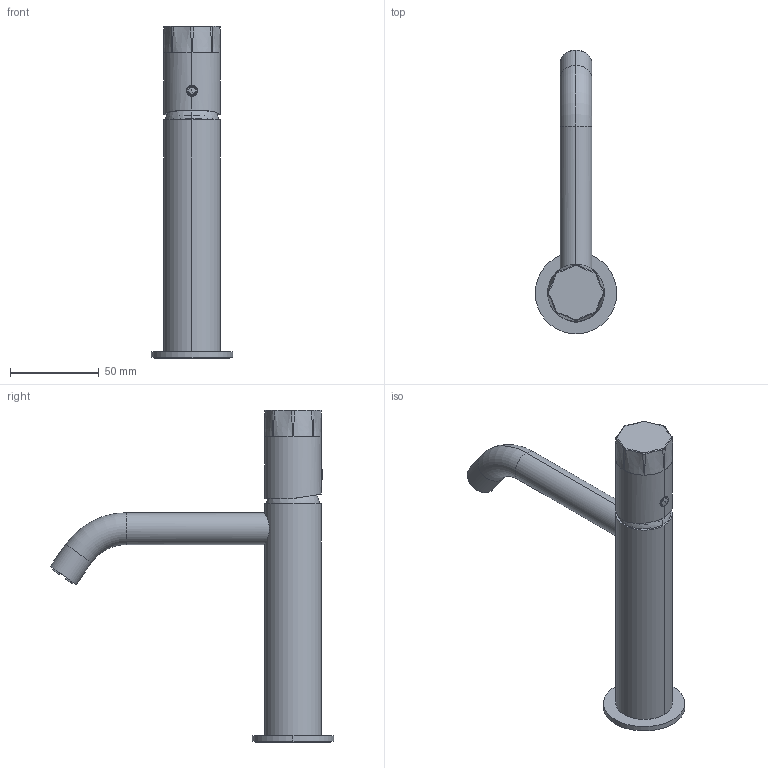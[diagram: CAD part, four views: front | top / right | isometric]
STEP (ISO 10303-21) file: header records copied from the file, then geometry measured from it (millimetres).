
FILE_DESCRIPTION(('CATIA V5 STEP Exchange','CAx-IF Rec.Pracs.--- Model Styling and Organization---1.5--- 2016-08-15','CAx-IF Rec.Pracs.---Supplemental Geometry---1.0---2011-11-01','CAx-IF Rec.Pracs.--- Composite Materials ---3.4---2017-06-13','CAx-IF Rec.Pracs.---Tessellated 3D Geometry---1.0---2015-12-17'),'2;1');
FILE_NAME('X5 00050.stp','2022-09-16T06:25:09+00:00',('none'),('none'),'CATIA Version 5-6 Release 2020 SP2','CATIA V5 STEP AP242 v2','none');
FILE_SCHEMA(('AP242_MANAGED_MODEL_BASED_3D_ENGINEERING_MIM_LF {1 0 10303 442 1 1 4}'));
Length unit declared in the file: millimetre
Products named in the file (14): X5 00050; PR9C294; P47408; P46863; P47329; P42743; P50417; PR9C263; P46859; P9C168; P50533; PR9D171; P47573; P53050
Assembly tree (13 placements, depth 3):
  X5 00050
    PR9C294
      P47408
    P46863
    P47329
    P42743
    P50417
    PR9C263
      P46859
    P9C168
    P50533
    PR9D171
      P47573
      P53050
Bounding box: 46 x 160.07 x 187.5 mm (x, y, z)
Volume: 109654.7 mm3; surface area: 53862.8 mm2
Topology: 10 solids, 11 shells, 2084 faces, 5417 edges, 3505 vertices
Faces by surface type: bspline 1125, cylinder 411, plane 364, cone 89, torus 65, revolution 26, sphere 4
Entity records: 75600 total; most frequent: CARTESIAN_POINT 35448, ORIENTED_EDGE 10780, EDGE_CURVE 5390, B_SPLINE_CURVE_WITH_KNOTS 3554, VERTEX_POINT 3505, DIRECTION 2513, EDGE_LOOP 2283, ADVANCED_FACE 2084
